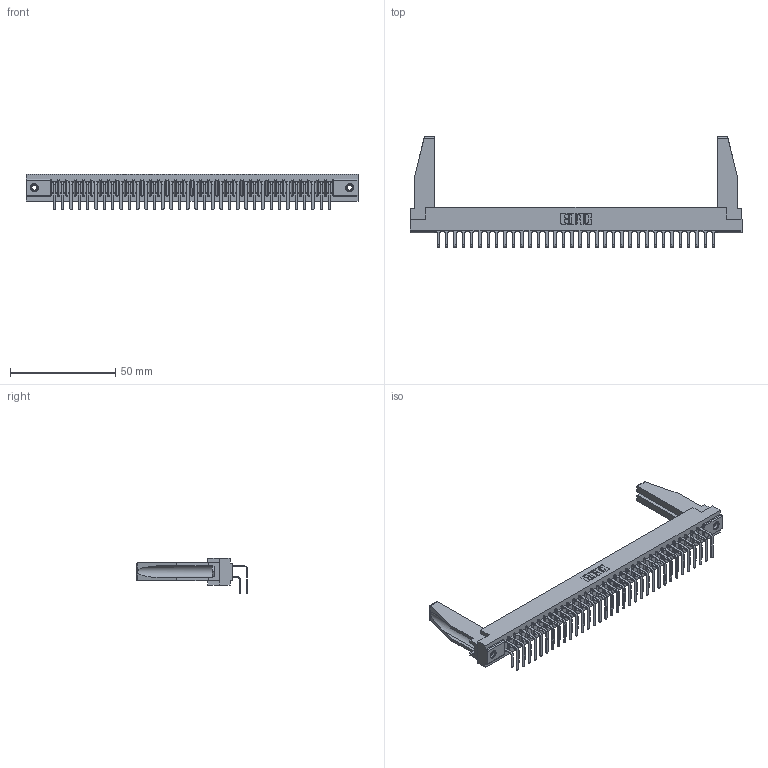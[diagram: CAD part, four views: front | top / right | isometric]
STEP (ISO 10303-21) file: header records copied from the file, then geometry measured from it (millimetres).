
FILE_DESCRIPTION (( 'STEP AP203' ), '1' );
FILE_NAME ('307-068-458-278.STEP', '2020-09-30T21:53:34', ( '' ), ( '' ), 'SwSTEP 2.0', 'SolidWorks 2020', '' );
FILE_SCHEMA (( 'CONFIG_CONTROL_DESIGN' ));
Length unit declared in the file: inch
Products named in the file (6): 307-290-001_558 559 - 1 (Single); 345-250-001_345-250-001-102; 307-068-458-278; 307-220-078; 307 Part_.156 Dia Mounting Holes; 307-290-001_558 - 2 (Single)
Assembly tree (73 placements, depth 2):
  307-068-458-278
    307 Part_.156 Dia Mounting Holes
    307-290-001_558 559 - 1 (Single)  x34
    307-290-001_558 - 2 (Single)  x34
    307-220-078  x2
    345-250-001_345-250-001-102  x2
Bounding box: 157.73 x 52.67 x 16.8 mm (x, y, z)
Volume: 21011.3 mm3; surface area: 26243.7 mm2
Topology: 73 solids, 73 shells, 3683 faces, 10309 edges, 6678 vertices
Faces by surface type: plane 2398, cylinder 1199, sphere 70, cone 12, torus 4
Entity records: 35108 total; most frequent: CARTESIAN_POINT 5758, ORIENTED_EDGE 5664, DIRECTION 5596, EDGE_CURVE 2832, VECTOR 2172, LINE 2172, VERTEX_POINT 1832, AXIS2_PLACEMENT_3D 1712
